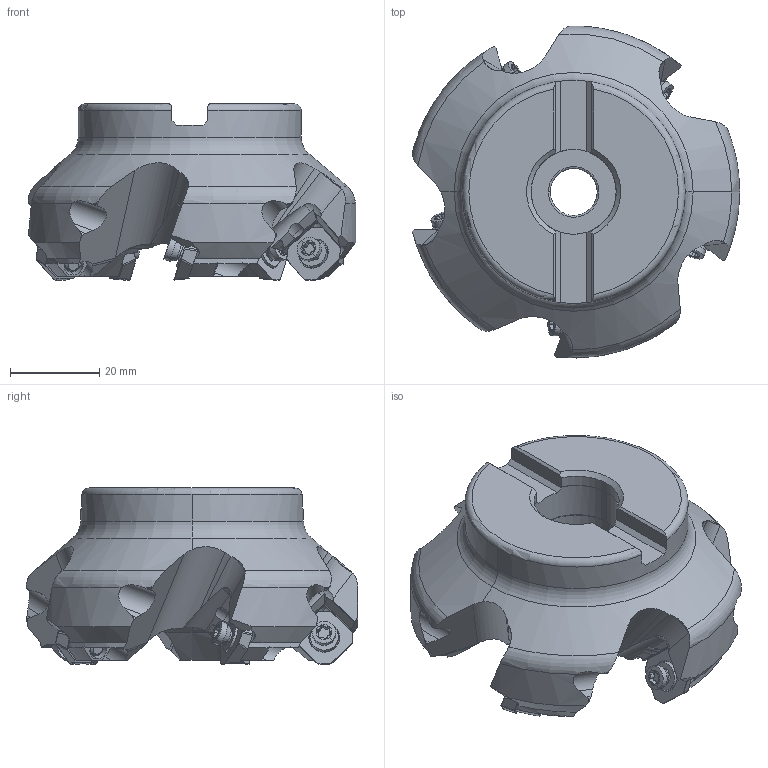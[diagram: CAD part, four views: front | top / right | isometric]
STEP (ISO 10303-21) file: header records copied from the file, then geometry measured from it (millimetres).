
FILE_DESCRIPTION(/* description */ (''),/* implementation_level */ '2;1');
FILE_NAME(/* name */ 'ASX445R2505.stp',/* time_stamp */ '2021-09-08T11:40:42+09:00',/* author */ (''),/* organization */ (''),/* preprocessor_version */ 'ST-DEVELOPER v16',/* originating_system */ 'SIEMENS PLM Software NX 10.0',/* authorisation */ '');
FILE_SCHEMA (('AUTOMOTIVE_DESIGN { 1 0 10303 214 3 1 1 1 }'));
Length unit declared in the file: millimetre
Products named in the file (1): ASX445R2505_ASM
Bounding box: 73.4 x 74.43 x 39.49 mm (x, y, z)
Volume: 81028.9 mm3; surface area: 19744 mm2
Topology: 16 solids, 16 shells, 801 faces, 2208 edges, 1492 vertices
Faces by surface type: plane 326, cylinder 322, cone 93, torus 35, sphere 15, bspline 10
Entity records: 28614 total; most frequent: CARTESIAN_POINT 7619, ORIENTED_EDGE 4376, DIRECTION 4295, EDGE_CURVE 2188, AXIS2_PLACEMENT_3D 1703, VERTEX_POINT 1435, LINE 889, VECTOR 889
